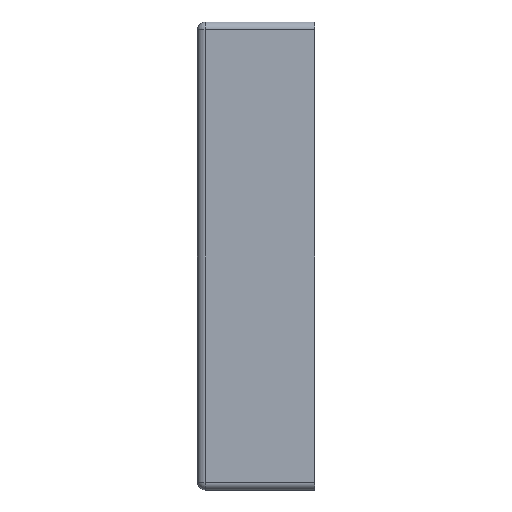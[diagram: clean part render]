
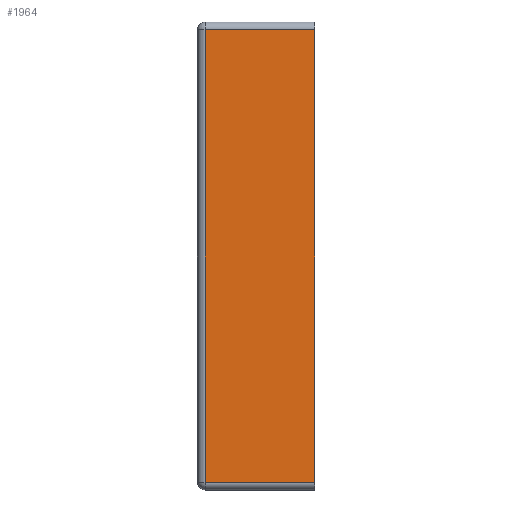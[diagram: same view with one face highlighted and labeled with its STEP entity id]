
A CAD part, left-side view. The second image highlights one B-rep face of the part: STEP entity #1964.
In plain terms, the highlighted planar face has unit normal (-1, 0, 0).
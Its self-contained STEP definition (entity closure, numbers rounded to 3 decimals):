
#84 = ORIENTED_EDGE ( 'NONE', *, *, #2124, .T. ) ;
#103 = EDGE_LOOP ( 'NONE', ( #241, #2837, #84, #1112 ) ) ;
#241 = ORIENTED_EDGE ( 'NONE', *, *, #876, .T. ) ;
#280 = FACE_OUTER_BOUND ( 'NONE', #103, .T. ) ;
#347 = VECTOR ( 'NONE', #2080, 1000. ) ;
#555 = CARTESIAN_POINT ( 'NONE',  ( -30., 15., -29. ) ) ;
#658 = CARTESIAN_POINT ( 'NONE',  ( -30., 15., -30. ) ) ;
#699 = CARTESIAN_POINT ( 'NONE',  ( -30., 0., 29. ) ) ;
#752 = VECTOR ( 'NONE', #2550, 1000. ) ;
#768 = EDGE_CURVE ( 'NONE', #2822, #2470, #2621, .T. ) ;
#781 = CARTESIAN_POINT ( 'NONE',  ( -30., 0., -30. ) ) ;
#863 = LINE ( 'NONE', #781, #1413 ) ;
#873 = EDGE_CURVE ( 'NONE', #1453, #1516, #2654, .T. ) ;
#876 = EDGE_CURVE ( 'NONE', #1516, #2822, #863, .T. ) ;
#917 = PLANE ( 'NONE',  #2442 ) ;
#1112 = ORIENTED_EDGE ( 'NONE', *, *, #873, .T. ) ;
#1359 = CARTESIAN_POINT ( 'NONE',  ( -30., 14., -30. ) ) ;
#1413 = VECTOR ( 'NONE', #2894, 1000. ) ;
#1453 = VERTEX_POINT ( 'NONE', #2505 ) ;
#1516 = VERTEX_POINT ( 'NONE', #3011 ) ;
#1913 = CARTESIAN_POINT ( 'NONE',  ( -30., 14., 29. ) ) ;
#1964 = ADVANCED_FACE ( 'NONE', ( #280 ), #917, .F. ) ;
#2080 = DIRECTION ( 'NONE',  ( 0., 0., -1. ) ) ;
#2113 = CARTESIAN_POINT ( 'NONE',  ( -30., 15., 29. ) ) ;
#2124 = EDGE_CURVE ( 'NONE', #2470, #1453, #2236, .T. ) ;
#2170 = DIRECTION ( 'NONE',  ( 0., -1., 0. ) ) ;
#2236 = LINE ( 'NONE', #1359, #347 ) ;
#2304 = DIRECTION ( 'NONE',  ( 0., 0., -1. ) ) ;
#2442 = AXIS2_PLACEMENT_3D ( 'NONE', #658, #3078, #2304 ) ;
#2470 = VERTEX_POINT ( 'NONE', #1913 ) ;
#2505 = CARTESIAN_POINT ( 'NONE',  ( -30., 14., -29. ) ) ;
#2550 = DIRECTION ( 'NONE',  ( 0., 1., 0. ) ) ;
#2621 = LINE ( 'NONE', #2113, #752 ) ;
#2654 = LINE ( 'NONE', #555, #2733 ) ;
#2733 = VECTOR ( 'NONE', #2170, 1000. ) ;
#2822 = VERTEX_POINT ( 'NONE', #699 ) ;
#2837 = ORIENTED_EDGE ( 'NONE', *, *, #768, .T. ) ;
#2894 = DIRECTION ( 'NONE',  ( 0., 0., 1. ) ) ;
#3011 = CARTESIAN_POINT ( 'NONE',  ( -30., 0., -29. ) ) ;
#3078 = DIRECTION ( 'NONE',  ( 1., 0., 0. ) ) ;
